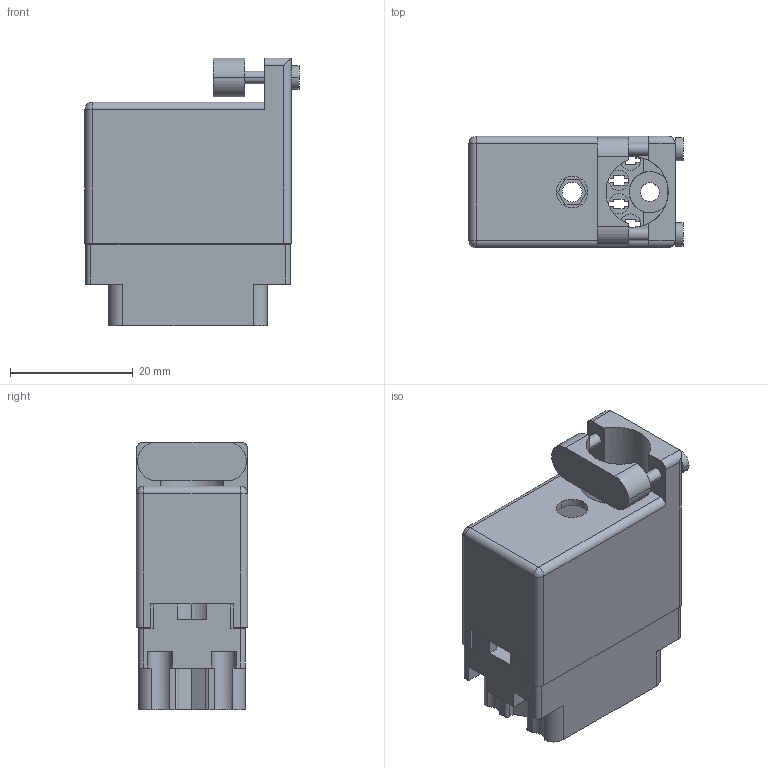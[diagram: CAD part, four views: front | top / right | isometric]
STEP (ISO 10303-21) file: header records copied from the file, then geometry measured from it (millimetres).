
FILE_DESCRIPTION (( 'STEP AP203' ), '1' );
FILE_NAME ('516-020-000-110.STEP', '2020-03-09T12:04:58', ( '' ), ( '' ), 'SwSTEP 2.0', 'SolidWorks 2016', '' );
FILE_SCHEMA (( 'CONFIG_CONTROL_DESIGN' ));
Length unit declared in the file: inch
Products named in the file (3): 516-230-001_Plastic - 020 Top Entry; 516-020-000-110; 516 Plug Insulator_020
Assembly tree (2 placements, depth 2):
  516-020-000-110
    516 Plug Insulator_020
    516-230-001_Plastic - 020 Top Entry
Bounding box: 34.92 x 18.16 x 43.71 mm (x, y, z)
Volume: 8223.3 mm3; surface area: 13086.4 mm2
Topology: 2 solids, 2 shells, 673 faces, 1967 edges, 1304 vertices
Faces by surface type: plane 464, cylinder 205, cone 2, sphere 2
Entity records: 22732 total; most frequent: CARTESIAN_POINT 3973, ORIENTED_EDGE 3930, DIRECTION 3821, EDGE_CURVE 1965, LINE 1453, VECTOR 1453, VERTEX_POINT 1304, AXIS2_PLACEMENT_3D 1184
